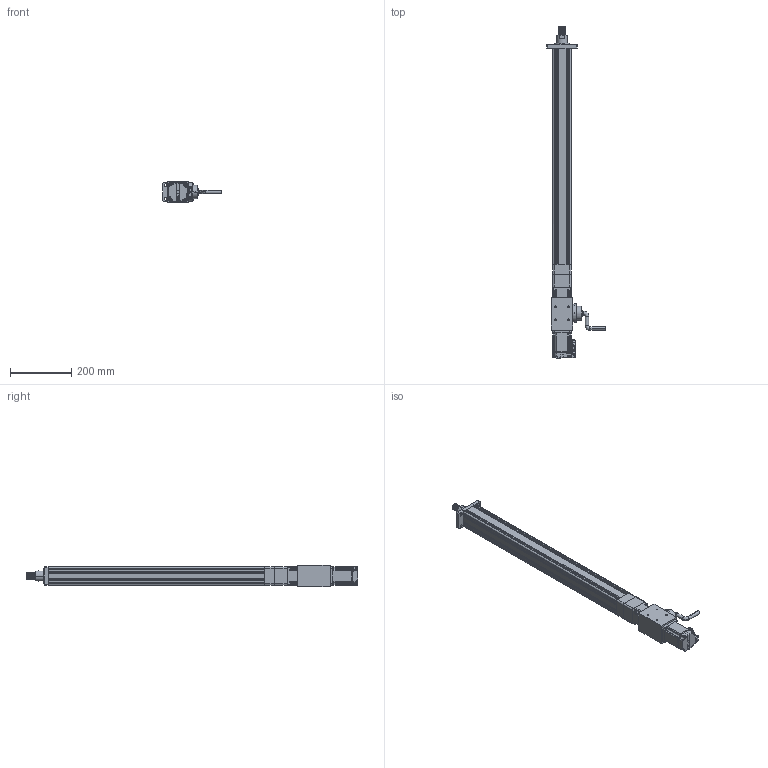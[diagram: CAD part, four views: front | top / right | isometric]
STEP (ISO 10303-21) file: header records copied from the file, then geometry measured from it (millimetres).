
FILE_DESCRIPTION (( 'STEP AP203' ), '1' );
FILE_NAME ('RLA60-10QF-2KN-L600-100mm-s.STEP', '2025-01-17T05:47:47', ( '微软用户' ), ( '微软中国' ), 'SwSTEP 2.0', 'SolidWorks 2022', '' );
FILE_SCHEMA (( 'CONFIG_CONTROL_DESIGN' ));
Length unit declared in the file: millimetre
Products named in the file (37): _1-SO-96830001_1_1_1.stp; 31090521--MS1H1-400001_1_1_1.stp; PW70 PGH60-L1 14-50-70-M5 FB(1); 31900522--1-SOL000_1_1_1.stp; 31740004--1-SOLI00_1_1_1.stp; 31100246--1-SOLI00_1_1_1.stp; _1-SO-318930001_1_1_1.stp; MS1H1-40B30CB-A331Z_ASM_1-33220_ASM.stp; PW70-1____________________.STEP; _1-SO-195900001_1_1_1.stp; _1-SO-249010001_1_1_1.stp; _1-SO-753160001_1_1_1.stp; _1-SO-126050001_1_1_1.stp; _1-SO-363640001_1_1_1.stp; RLA60-10QF-2KN-L600-100mm-s; 400W-3000不带刹车; _1-SO-486060001_1_1_1.stp; _60-1-SO0001_1_1_1.stp; MS1H1-40B30CB-A331Z_ASM_1-33185_ASM.stp; PW70 PGH60-L1 14-50-70-M5 FB(1).STEP; _1-SO-80980001_1_1_1.stp; 22010150--1-SOLI00_1_1_1.stp; _1-SO-474100001_1_1_1.stp; 30_1_1_1.stp; PGH060-L2 14-50-70-M4.STEP; 手摇杆2; 31090648--1-SOL000_1_1_1.stp; _1-SO-642560001_1_1_1.stp; _1-SO-265310001_1_1_1.stp; 60缸行程600直连前法兰安装（400W）; 21E8-005-1072-P4_1_1_1_1.stp; MS1H1-40B30CB-(x)331Z.stp; MS1H1-40B30CB-A331Z-S_ASM_1_ASM.stp; _1-SO-4430001_1_1_1.stp; 21E8-005-1073-P4_1_1_1_1.stp; MS1H1-40B30CB-A331Z_1_ASM_1_ASM_ASM.stp; _1-SO-150990001_1_1_1.stp
Assembly tree (36 placements, depth 8):
  RLA60-10QF-2KN-L600-100mm-s
    60缸行程600直连前法兰安装（400W）
    PW70 PGH60-L1 14-50-70-M5 FB(1)
      PW70 PGH60-L1 14-50-70-M5 FB(1).STEP
        PW70-1____________________.STEP
        PGH060-L2 14-50-70-M4.STEP
    手摇杆2
    400W-3000不带刹车
      MS1H1-40B30CB-(x)331Z.stp
        MS1H1-40B30CB-A331Z-S_ASM_1_ASM.stp
          MS1H1-40B30CB-A331Z_ASM_1-33220_ASM.stp
            MS1H1-40B30CB-A331Z_ASM_1-33185_ASM.stp
              MS1H1-40B30CB-A331Z_1_ASM_1_ASM_ASM.stp
                _1-SO-4430001_1_1_1.stp
                _1-SO-80980001_1_1_1.stp
                _1-SO-96830001_1_1_1.stp
                _1-SO-126050001_1_1_1.stp
                _1-SO-150990001_1_1_1.stp
                22010150--1-SOLI00_1_1_1.stp
                _1-SO-195900001_1_1_1.stp
                _1-SO-249010001_1_1_1.stp
                _1-SO-265310001_1_1_1.stp
                _1-SO-318930001_1_1_1.stp
                _60-1-SO0001_1_1_1.stp
                _1-SO-363640001_1_1_1.stp
                _1-SO-474100001_1_1_1.stp
                _1-SO-486060001_1_1_1.stp
                _1-SO-642560001_1_1_1.stp
                31100246--1-SOLI00_1_1_1.stp
                _1-SO-753160001_1_1_1.stp
                30_1_1_1.stp
                31090521--MS1H1-400001_1_1_1.stp
                31090648--1-SOL000_1_1_1.stp
                31900522--1-SOL000_1_1_1.stp
                31740004--1-SOLI00_1_1_1.stp
          21E8-005-1072-P4_1_1_1_1.stp
          21E8-005-1073-P4_1_1_1_1.stp
Bounding box: 191 x 1081.5 x 70 mm (x, y, z)
Volume: 2401966 mm3; surface area: 574277.2 mm2
Topology: 28 solids, 48 shells, 2327 faces, 6093 edges, 3939 vertices
Faces by surface type: plane 1260, cylinder 764, cone 147, torus 91, bspline 65
Entity records: 82932 total; most frequent: CARTESIAN_POINT 21275, ORIENTED_EDGE 12066, DIRECTION 12018, EDGE_CURVE 6037, AXIS2_PLACEMENT_3D 4126, VERTEX_POINT 3939, LINE 3766, VECTOR 3766
